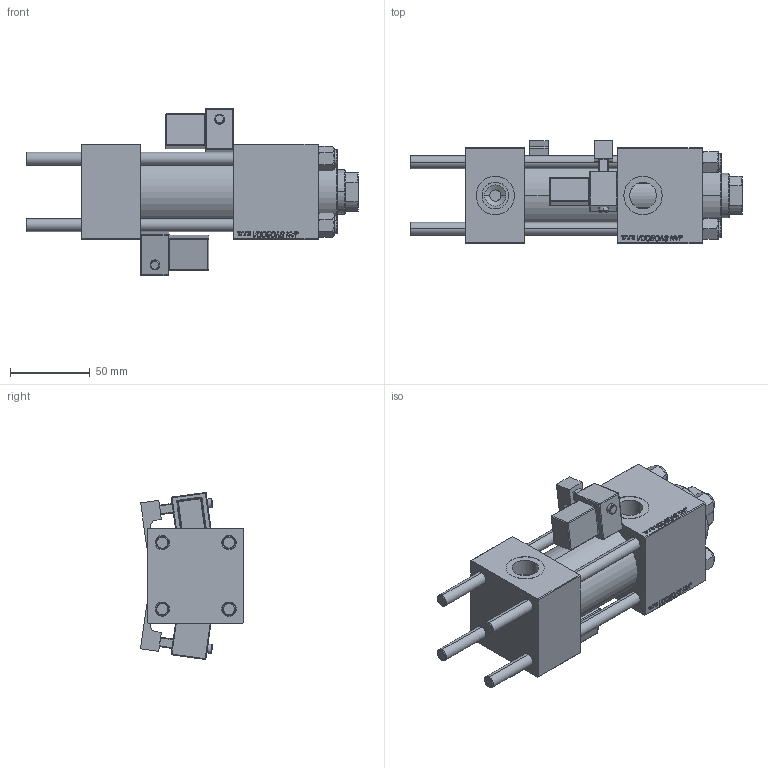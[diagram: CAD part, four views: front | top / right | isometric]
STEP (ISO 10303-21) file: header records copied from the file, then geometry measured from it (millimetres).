
FILE_DESCRIPTION (( 'STEP AP203' ), '1' );
FILE_NAME ('895f.STEP', '2023-08-23T08:11:19', ( '' ), ( '' ), 'SwSTEP 2.0', 'SolidWorks 2019', '' );
FILE_SCHEMA (( 'CONFIG_CONTROL_DESIGN' ));
Length unit declared in the file: millimetre
Products named in the file (7): 895f; V215CR_MSU 97cfa5f514e2776a2e4dc1626d72d217; V215CR_BODY_A 97cfa5f514e2776a2e4dc1626d72d217; V215CR_VCP 97cfa5f514e2776a2e4dc1626d72d217; CR025_012_A_0_G_A_G_M_020_+#_##_TYCINKA 97cfa5f514e2776a2e4dc1626d72d217; V215_VC_A 97cfa5f514e2776a2e4dc1626d72d217; NUT_M5 97cfa5f514e2776a2e4dc1626d72d217
Assembly tree (13 placements, depth 2):
  895f
    V215CR_BODY_A 97cfa5f514e2776a2e4dc1626d72d217
    CR025_012_A_0_G_A_G_M_020_+#_##_TYCINKA 97cfa5f514e2776a2e4dc1626d72d217  x4
    NUT_M5 97cfa5f514e2776a2e4dc1626d72d217  x4
    V215CR_VCP 97cfa5f514e2776a2e4dc1626d72d217
    V215_VC_A 97cfa5f514e2776a2e4dc1626d72d217
    V215CR_MSU 97cfa5f514e2776a2e4dc1626d72d217  x2
Bounding box: 208 x 64.58 x 104.69 mm (x, y, z)
Volume: 476350.4 mm3; surface area: 132195.7 mm2
Topology: 13 solids, 13 shells, 1289 faces, 3214 edges, 2045 vertices
Faces by surface type: plane 579, bspline 392, cylinder 138, cone 136, sphere 24, torus 20
Entity records: 52100 total; most frequent: CARTESIAN_POINT 27367, ORIENTED_EDGE 5538, DIRECTION 3637, EDGE_CURVE 2769, VERTEX_POINT 1805, VECTOR 1683, LINE 1683, EDGE_LOOP 1224
